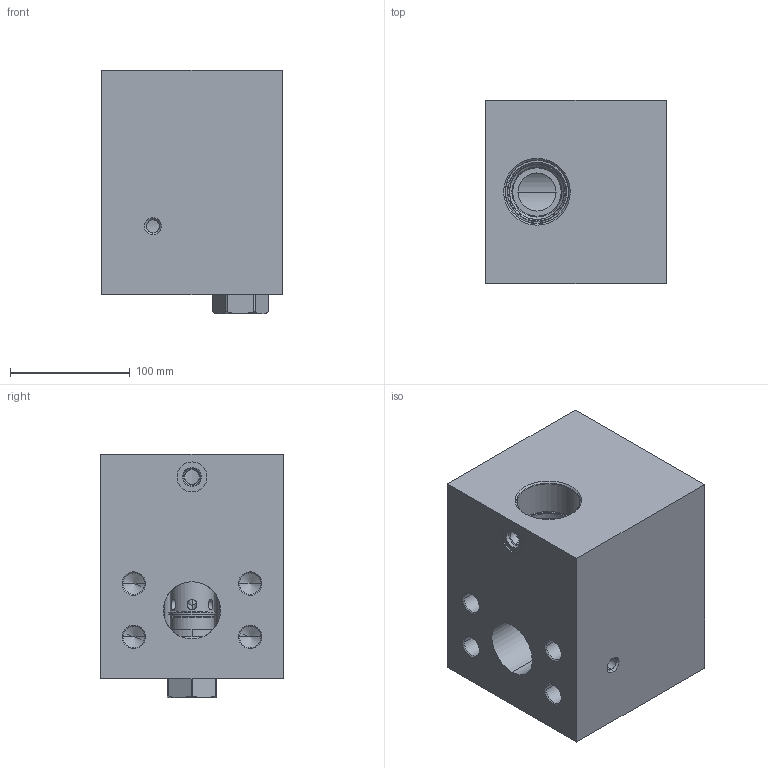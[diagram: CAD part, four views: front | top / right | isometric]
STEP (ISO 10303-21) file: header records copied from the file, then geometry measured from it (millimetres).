
FILE_DESCRIPTION((''),'2;1');
FILE_NAME('K28_ASM','2023-02-23T',('ProEService'),(''),'PRO/ENGINEER BY PARAMETRIC TECHNOLOGY CORPORATION, 2014200','PRO/ENGINEER BY PARAMETRIC TECHNOLOGY CORPORATION, 2014200','');
FILE_SCHEMA(('CONFIG_CONTROL_DESIGN'));
Length unit declared in the file: inch
Products named in the file (3): 151-933-001; CXIDXCN; K28_ASM
Assembly tree (2 placements, depth 2):
  K28_ASM
    151-933-001
    CXIDXCN
Bounding box: 150.83 x 152.4 x 203.2 mm (x, y, z)
Volume: 3714552.1 mm3; surface area: 260322.3 mm2
Topology: 4 solids, 5 shells, 337 faces, 1101 edges, 883 vertices
Faces by surface type: cylinder 139, cone 102, plane 60, torus 26, revolution 8, sphere 2
Entity records: 13427 total; most frequent: CARTESIAN_POINT 3931, DIRECTION 2064, ORIENTED_EDGE 1604, EDGE_CURVE 802, AXIS2_PLACEMENT_3D 742, VECTOR 572, LINE 572, VERTEX_POINT 496
